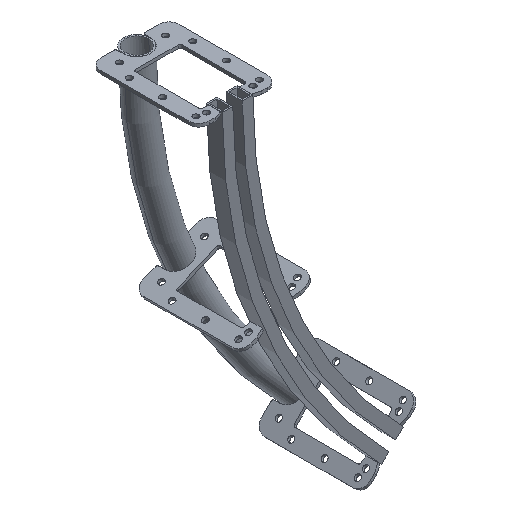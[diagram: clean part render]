
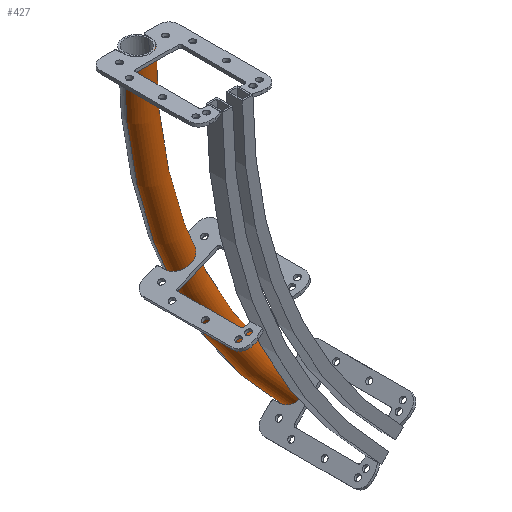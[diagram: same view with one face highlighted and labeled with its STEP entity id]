
A CAD part, isometric view. The second image highlights one B-rep face of the part: STEP entity #427.
In plain terms, the highlighted toroidal (fillet/blend) face has major radius 500 mm and minor radius 12.7 mm.
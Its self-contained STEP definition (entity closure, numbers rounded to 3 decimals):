
#4 = AXIS2_PLACEMENT_3D ( 'NONE', #1918, #2620, #1206 ) ;
#51 = CIRCLE ( 'NONE', #1959, 487.3 ) ;
#96 = ORIENTED_EDGE ( 'NONE', *, *, #648, .F. ) ;
#138 = DIRECTION ( 'NONE',  ( 0., 1., 0. ) ) ;
#193 = DIRECTION ( 'NONE',  ( 0., 0., 1. ) ) ;
#256 = DIRECTION ( 'NONE',  ( 0., 0., 1. ) ) ;
#313 = CIRCLE ( 'NONE', #4, 12.7 ) ;
#392 = AXIS2_PLACEMENT_3D ( 'NONE', #2626, #1936, #2390 ) ;
#427 = ADVANCED_FACE ( 'NONE', ( #2062 ), #1546, .T. ) ;
#608 = DIRECTION ( 'NONE',  ( 0., 0., 1. ) ) ;
#609 = VERTEX_POINT ( 'NONE', #990 ) ;
#624 = EDGE_CURVE ( 'NONE', #1787, #1488, #1282, .T. ) ;
#629 = CARTESIAN_POINT ( 'NONE',  ( 0., 0., 0. ) ) ;
#648 = EDGE_CURVE ( 'NONE', #1488, #1020, #2361, .T. ) ;
#968 = DIRECTION ( 'NONE',  ( 0., 1., 0. ) ) ;
#990 = CARTESIAN_POINT ( 'NONE',  ( -344.573, 0., -344.573 ) ) ;
#1020 = VERTEX_POINT ( 'NONE', #2869 ) ;
#1206 = DIRECTION ( 'NONE',  ( 0.707, 0., 0.707 ) ) ;
#1282 = CIRCLE ( 'NONE', #2663, 512.7 ) ;
#1410 = DIRECTION ( 'NONE',  ( 0., 1., 0. ) ) ;
#1488 = VERTEX_POINT ( 'NONE', #2159 ) ;
#1546 = TOROIDAL_SURFACE ( 'NONE', #2882, 500., 12.7 ) ;
#1787 = VERTEX_POINT ( 'NONE', #1815 ) ;
#1815 = CARTESIAN_POINT ( 'NONE',  ( -362.534, 0., -362.534 ) ) ;
#1831 = ORIENTED_EDGE ( 'NONE', *, *, #2920, .T. ) ;
#1834 = ORIENTED_EDGE ( 'NONE', *, *, #2640, .T. ) ;
#1850 = CARTESIAN_POINT ( 'NONE',  ( 0., 0., 0. ) ) ;
#1918 = CARTESIAN_POINT ( 'NONE',  ( -353.553, 0., -353.553 ) ) ;
#1936 = DIRECTION ( 'NONE',  ( 0., 0., 1. ) ) ;
#1959 = AXIS2_PLACEMENT_3D ( 'NONE', #629, #138, #608 ) ;
#2001 = ORIENTED_EDGE ( 'NONE', *, *, #624, .F. ) ;
#2062 = FACE_OUTER_BOUND ( 'NONE', #2405, .T. ) ;
#2159 = CARTESIAN_POINT ( 'NONE',  ( -512.7, 0., 0. ) ) ;
#2361 = CIRCLE ( 'NONE', #392, 12.7 ) ;
#2390 = DIRECTION ( 'NONE',  ( 1., 0., 0. ) ) ;
#2405 = EDGE_LOOP ( 'NONE', ( #2001, #1831, #1834, #96 ) ) ;
#2620 = DIRECTION ( 'NONE',  ( -0.707, 0., 0.707 ) ) ;
#2626 = CARTESIAN_POINT ( 'NONE',  ( -500., 0., 0. ) ) ;
#2640 = EDGE_CURVE ( 'NONE', #609, #1020, #51, .T. ) ;
#2663 = AXIS2_PLACEMENT_3D ( 'NONE', #2897, #968, #256 ) ;
#2869 = CARTESIAN_POINT ( 'NONE',  ( -487.3, 0., 0. ) ) ;
#2882 = AXIS2_PLACEMENT_3D ( 'NONE', #1850, #1410, #193 ) ;
#2897 = CARTESIAN_POINT ( 'NONE',  ( 0., 0., 0. ) ) ;
#2920 = EDGE_CURVE ( 'NONE', #1787, #609, #313, .T. ) ;
